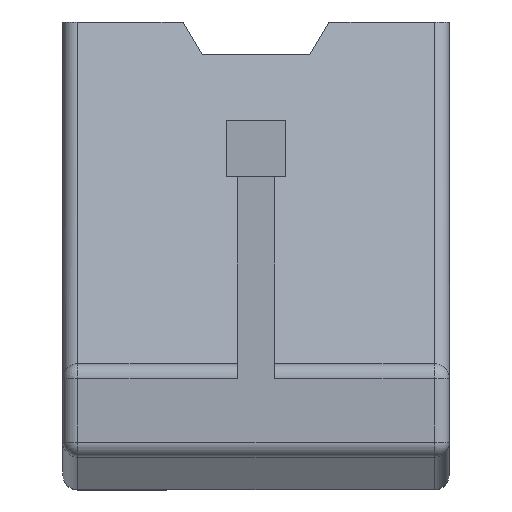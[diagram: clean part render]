
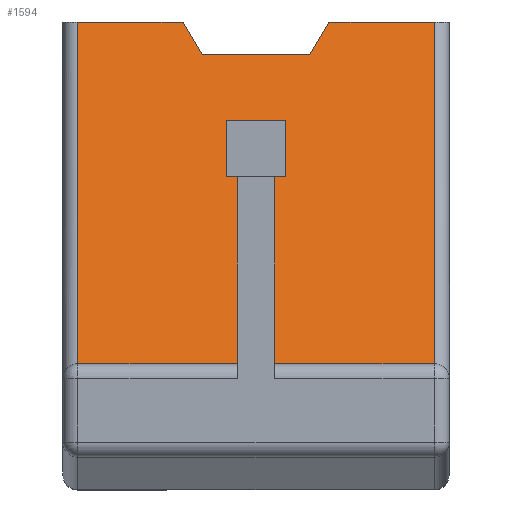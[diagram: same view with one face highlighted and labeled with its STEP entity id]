
A CAD part, front view. The second image highlights one B-rep face of the part: STEP entity #1594.
In plain terms, the highlighted planar face has unit normal (0, -0.966, 0.259).
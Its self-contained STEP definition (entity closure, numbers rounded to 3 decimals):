
#89=FACE_OUTER_BOUND('',#186,.T.);
#186=EDGE_LOOP('',(#1090,#1091,#1092,#1093,#1094,#1095,#1096,#1097,#1098,
#1099,#1100,#1101));
#278=LINE('',#2289,#476);
#284=LINE('',#2304,#482);
#288=LINE('',#2310,#486);
#309=LINE('',#2353,#507);
#310=LINE('',#2355,#508);
#311=LINE('',#2357,#509);
#312=LINE('',#2359,#510);
#313=LINE('',#2361,#511);
#314=LINE('',#2363,#512);
#315=LINE('',#2365,#513);
#316=LINE('',#2367,#514);
#317=LINE('',#2368,#515);
#476=VECTOR('',#1823,10.);
#482=VECTOR('',#1833,10.);
#486=VECTOR('',#1839,10.);
#507=VECTOR('',#1868,10.);
#508=VECTOR('',#1869,10.);
#509=VECTOR('',#1870,10.);
#510=VECTOR('',#1871,10.);
#511=VECTOR('',#1872,10.);
#512=VECTOR('',#1873,10.);
#513=VECTOR('',#1874,10.);
#514=VECTOR('',#1875,10.);
#515=VECTOR('',#1876,10.);
#672=VERTEX_POINT('',#2283);
#674=VERTEX_POINT('',#2287);
#679=VERTEX_POINT('',#2300);
#681=VERTEX_POINT('',#2303);
#700=VERTEX_POINT('',#2352);
#701=VERTEX_POINT('',#2354);
#702=VERTEX_POINT('',#2356);
#703=VERTEX_POINT('',#2358);
#704=VERTEX_POINT('',#2360);
#705=VERTEX_POINT('',#2362);
#706=VERTEX_POINT('',#2364);
#707=VERTEX_POINT('',#2366);
#817=EDGE_CURVE('',#672,#674,#278,.T.);
#823=EDGE_CURVE('',#681,#679,#284,.T.);
#827=EDGE_CURVE('',#674,#681,#288,.T.);
#848=EDGE_CURVE('',#700,#679,#309,.T.);
#849=EDGE_CURVE('',#701,#700,#310,.T.);
#850=EDGE_CURVE('',#701,#702,#311,.T.);
#851=EDGE_CURVE('',#702,#703,#312,.T.);
#852=EDGE_CURVE('',#703,#704,#313,.T.);
#853=EDGE_CURVE('',#704,#705,#314,.T.);
#854=EDGE_CURVE('',#705,#706,#315,.T.);
#855=EDGE_CURVE('',#707,#706,#316,.T.);
#856=EDGE_CURVE('',#672,#707,#317,.T.);
#1090=ORIENTED_EDGE('',*,*,#817,.T.);
#1091=ORIENTED_EDGE('',*,*,#827,.T.);
#1092=ORIENTED_EDGE('',*,*,#823,.T.);
#1093=ORIENTED_EDGE('',*,*,#848,.F.);
#1094=ORIENTED_EDGE('',*,*,#849,.F.);
#1095=ORIENTED_EDGE('',*,*,#850,.T.);
#1096=ORIENTED_EDGE('',*,*,#851,.T.);
#1097=ORIENTED_EDGE('',*,*,#852,.T.);
#1098=ORIENTED_EDGE('',*,*,#853,.T.);
#1099=ORIENTED_EDGE('',*,*,#854,.T.);
#1100=ORIENTED_EDGE('',*,*,#855,.F.);
#1101=ORIENTED_EDGE('',*,*,#856,.F.);
#1526=PLANE('',#1691);
#1594=ADVANCED_FACE('',(#89),#1526,.T.);
#1691=AXIS2_PLACEMENT_3D('',#2351,#1866,#1867);
#1823=DIRECTION('',(-0.5,-0.224,-0.837));
#1833=DIRECTION('',(-0.5,0.224,0.837));
#1839=DIRECTION('',(-1.,0.,0.));
#1866=DIRECTION('center_axis',(0.,-0.966,0.259));
#1867=DIRECTION('ref_axis',(1.,0.,0.));
#1868=DIRECTION('',(1.,0.,0.));
#1869=DIRECTION('',(0.,0.259,0.966));
#1870=DIRECTION('',(1.,0.,0.));
#1871=DIRECTION('',(0.,0.259,0.966));
#1872=DIRECTION('',(1.,0.,0.));
#1873=DIRECTION('',(0.,-0.259,-0.966));
#1874=DIRECTION('',(1.,0.,0.));
#1875=DIRECTION('',(0.,-0.259,-0.966));
#1876=DIRECTION('',(1.,0.,0.));
#2283=CARTESIAN_POINT('',(7.802,12.468,46.53));
#2287=CARTESIAN_POINT('',(5.741,11.543,43.08));
#2289=CARTESIAN_POINT('',(-7.214,5.736,21.406));
#2300=CARTESIAN_POINT('',(-7.802,12.468,46.53));
#2303=CARTESIAN_POINT('',(-5.741,11.543,43.08));
#2304=CARTESIAN_POINT('',(0.897,8.568,31.975));
#2310=CARTESIAN_POINT('',(-13.195,11.543,43.08));
#2351=CARTESIAN_POINT('Origin',(-20.65,0.,0.));
#2352=CARTESIAN_POINT('',(-19.05,12.468,46.53));
#2353=CARTESIAN_POINT('',(-10.325,12.468,46.53));
#2354=CARTESIAN_POINT('',(-19.05,2.679,10.));
#2355=CARTESIAN_POINT('',(-19.05,0.,0.));
#2356=CARTESIAN_POINT('',(-2.,2.679,10.));
#2357=CARTESIAN_POINT('',(-10.325,2.679,10.));
#2358=CARTESIAN_POINT('',(-2.,9.,33.588));
#2359=CARTESIAN_POINT('',(-2.,0.67,2.5));
#2360=CARTESIAN_POINT('',(2.,9.,33.588));
#2361=CARTESIAN_POINT('',(-10.325,9.,33.588));
#2362=CARTESIAN_POINT('',(2.,2.679,10.));
#2363=CARTESIAN_POINT('',(2.,0.67,2.5));
#2364=CARTESIAN_POINT('',(19.05,2.679,10.));
#2365=CARTESIAN_POINT('',(-10.325,2.679,10.));
#2366=CARTESIAN_POINT('',(19.05,12.468,46.53));
#2367=CARTESIAN_POINT('',(19.05,0.,0.));
#2368=CARTESIAN_POINT('',(-10.325,12.468,46.53));
